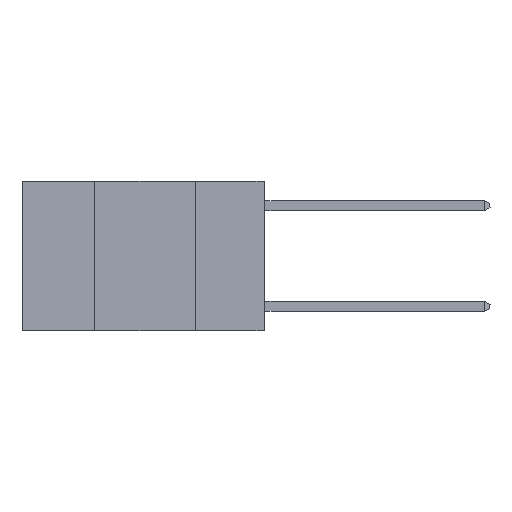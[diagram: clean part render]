
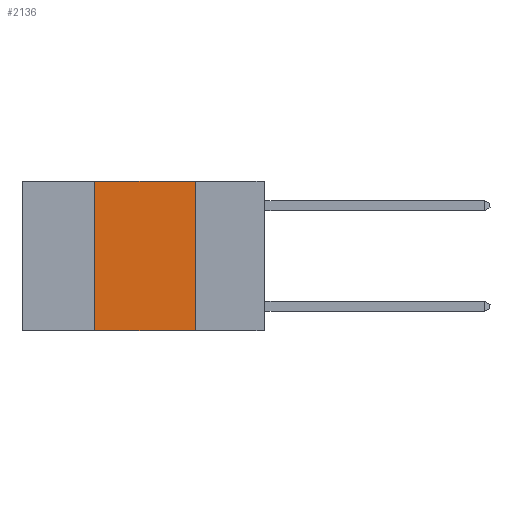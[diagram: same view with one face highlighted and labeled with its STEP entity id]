
A CAD part, left-side view. The second image highlights one B-rep face of the part: STEP entity #2136.
In plain terms, the highlighted planar face has unit normal (-1, 0, 0).
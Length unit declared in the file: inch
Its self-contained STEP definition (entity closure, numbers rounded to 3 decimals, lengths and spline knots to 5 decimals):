
#1407 = LINE ( 'NONE', #11387, #11572 ) ;
#1949 = CARTESIAN_POINT ( 'NONE',  ( 0., 0.6, 0. ) ) ;
#2136 = ADVANCED_FACE ( 'NONE', ( #8959 ), #9727, .F. ) ;
#3180 = DIRECTION ( 'NONE',  ( 0., 0., 1. ) ) ;
#3443 = DIRECTION ( 'NONE',  ( 0., 0., -1. ) ) ;
#4240 = VECTOR ( 'NONE', #3443, 39.37008 ) ;
#4717 = VERTEX_POINT ( 'NONE', #6624 ) ;
#4720 = VERTEX_POINT ( 'NONE', #12746 ) ;
#4849 = LINE ( 'NONE', #8656, #12727 ) ;
#5787 = ORIENTED_EDGE ( 'NONE', *, *, #8633, .F. ) ;
#6624 = CARTESIAN_POINT ( 'NONE',  ( 0., 0.17, -0.37 ) ) ;
#7047 = ORIENTED_EDGE ( 'NONE', *, *, #12774, .T. ) ;
#7074 = LINE ( 'NONE', #8848, #12193 ) ;
#7207 = DIRECTION ( 'NONE',  ( 0., 0., -1. ) ) ;
#7257 = EDGE_LOOP ( 'NONE', ( #8605, #8927, #5787, #7047 ) ) ;
#7573 = CARTESIAN_POINT ( 'NONE',  ( 0., 0.17, 0. ) ) ;
#7691 = VERTEX_POINT ( 'NONE', #8624 ) ;
#8188 = VERTEX_POINT ( 'NONE', #11808 ) ;
#8605 = ORIENTED_EDGE ( 'NONE', *, *, #10876, .F. ) ;
#8624 = CARTESIAN_POINT ( 'NONE',  ( 0., 0.17, 0. ) ) ;
#8633 = EDGE_CURVE ( 'NONE', #4720, #8188, #1407, .T. ) ;
#8656 = CARTESIAN_POINT ( 'NONE',  ( 0., 0.6, -0.37 ) ) ;
#8848 = CARTESIAN_POINT ( 'NONE',  ( 0., 0.6, 0. ) ) ;
#8927 = ORIENTED_EDGE ( 'NONE', *, *, #8949, .F. ) ;
#8949 = EDGE_CURVE ( 'NONE', #8188, #7691, #7074, .T. ) ;
#8959 = FACE_OUTER_BOUND ( 'NONE', #7257, .T. ) ;
#9727 = PLANE ( 'NONE',  #12458 ) ;
#9761 = LINE ( 'NONE', #7573, #4240 ) ;
#9883 = DIRECTION ( 'NONE',  ( 0., -1., 0. ) ) ;
#10863 = DIRECTION ( 'NONE',  ( 1., 0., 0. ) ) ;
#10876 = EDGE_CURVE ( 'NONE', #7691, #4717, #9761, .T. ) ;
#11387 = CARTESIAN_POINT ( 'NONE',  ( 0., 0.42, 0. ) ) ;
#11572 = VECTOR ( 'NONE', #3180, 39.37008 ) ;
#11808 = CARTESIAN_POINT ( 'NONE',  ( 0., 0.42, 0. ) ) ;
#12193 = VECTOR ( 'NONE', #9883, 39.37008 ) ;
#12458 = AXIS2_PLACEMENT_3D ( 'NONE', #1949, #10863, #7207 ) ;
#12727 = VECTOR ( 'NONE', #12740, 39.37008 ) ;
#12740 = DIRECTION ( 'NONE',  ( 0., -1., 0. ) ) ;
#12746 = CARTESIAN_POINT ( 'NONE',  ( 0., 0.42, -0.37 ) ) ;
#12774 = EDGE_CURVE ( 'NONE', #4720, #4717, #4849, .T. ) ;
